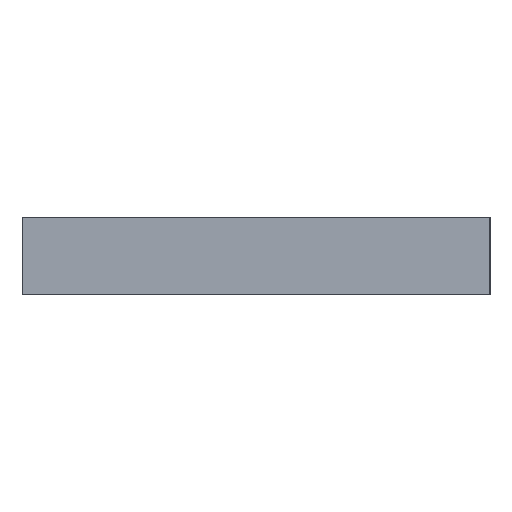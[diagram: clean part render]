
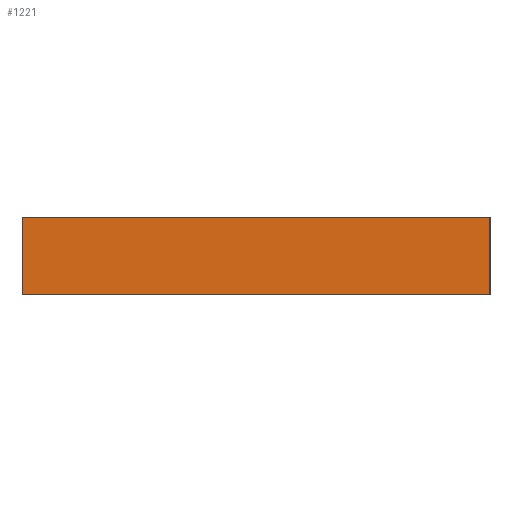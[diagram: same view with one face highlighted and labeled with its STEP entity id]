
A CAD part, left-side view. The second image highlights one B-rep face of the part: STEP entity #1221.
In plain terms, the highlighted planar face has unit normal (-1, 0, 0).
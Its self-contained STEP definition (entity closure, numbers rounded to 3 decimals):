
#1203=AXIS2_PLACEMENT_3D('Plane Axis2P3D',#1200,#1201,#1202) ;
#165=CARTESIAN_POINT('Vertex',(0.,0.,1.)) ;
#181=CARTESIAN_POINT('Vertex',(0.,6.,1.)) ;
#184=CARTESIAN_POINT('Line Origine',(0.,3.,1.)) ;
#683=CARTESIAN_POINT('Line Origine',(0.,3.,0.)) ;
#687=CARTESIAN_POINT('Vertex',(0.,6.,0.)) ;
#689=CARTESIAN_POINT('Vertex',(0.,0.,0.)) ;
#1200=CARTESIAN_POINT('Axis2P3D Location',(0.,6.,0.)) ;
#1205=CARTESIAN_POINT('Line Origine',(0.,6.,0.5)) ;
#1210=CARTESIAN_POINT('Line Origine',(0.,0.,0.5)) ;
#185=DIRECTION('Vector Direction',(0.,-1.,0.)) ;
#684=DIRECTION('Vector Direction',(0.,-1.,0.)) ;
#1201=DIRECTION('Axis2P3D Direction',(-1.,0.,0.)) ;
#1202=DIRECTION('Axis2P3D XDirection',(0.,-1.,0.)) ;
#1206=DIRECTION('Vector Direction',(0.,0.,1.)) ;
#1211=DIRECTION('Vector Direction',(0.,0.,1.)) ;
#186=VECTOR('Line Direction',#185,1.) ;
#685=VECTOR('Line Direction',#684,1.) ;
#1207=VECTOR('Line Direction',#1206,1.) ;
#1212=VECTOR('Line Direction',#1211,1.) ;
#1216=ORIENTED_EDGE('',*,*,#1209,.F.) ;
#1217=ORIENTED_EDGE('',*,*,#691,.T.) ;
#1218=ORIENTED_EDGE('',*,*,#1214,.T.) ;
#1219=ORIENTED_EDGE('',*,*,#188,.F.) ;
#1221=ADVANCED_FACE('Body.3',(#1220),#1204,.T.) ;
#188=EDGE_CURVE('',#182,#166,#187,.T.) ;
#691=EDGE_CURVE('',#688,#690,#686,.T.) ;
#1209=EDGE_CURVE('',#688,#182,#1208,.T.) ;
#1214=EDGE_CURVE('',#690,#166,#1213,.T.) ;
#1215=EDGE_LOOP('',(#1216,#1217,#1218,#1219)) ;
#1220=FACE_OUTER_BOUND('',#1215,.T.) ;
#187=LINE('Line',#184,#186) ;
#686=LINE('Line',#683,#685) ;
#1208=LINE('Line',#1205,#1207) ;
#1213=LINE('Line',#1210,#1212) ;
#1204=PLANE('',#1203) ;
#166=VERTEX_POINT('',#165) ;
#182=VERTEX_POINT('',#181) ;
#688=VERTEX_POINT('',#687) ;
#690=VERTEX_POINT('',#689) ;
